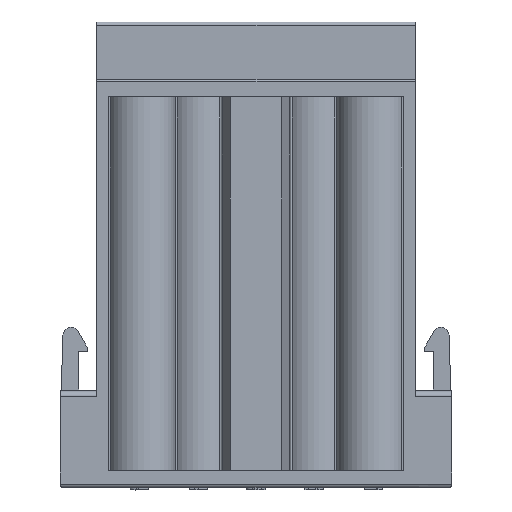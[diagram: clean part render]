
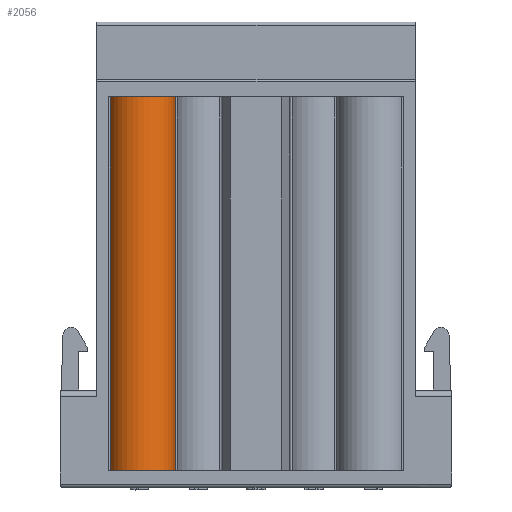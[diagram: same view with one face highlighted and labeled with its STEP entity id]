
A CAD part, top view. The second image highlights one B-rep face of the part: STEP entity #2056.
In plain terms, the highlighted cylindrical face has radius 3 mm (diameter 6 mm), a partial arc.
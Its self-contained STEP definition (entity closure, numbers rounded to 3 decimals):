
#1697=CYLINDRICAL_SURFACE('',#6426,3.);
#1818=CIRCLE('',#6424,3.);
#1819=CIRCLE('',#6425,3.);
#2056=ADVANCED_FACE('',(#2469),#1697,.T.);
#2469=FACE_OUTER_BOUND('',#2724,.T.);
#2724=EDGE_LOOP('',(#3380,#3381,#3382,#3383));
#3380=ORIENTED_EDGE('',*,*,#4890,.F.);
#3381=ORIENTED_EDGE('',*,*,#4891,.T.);
#3382=ORIENTED_EDGE('',*,*,#4886,.T.);
#3383=ORIENTED_EDGE('',*,*,#4892,.T.);
#4362=VERTEX_POINT('',#8549);
#4363=VERTEX_POINT('',#8550);
#4366=VERTEX_POINT('',#8558);
#4367=VERTEX_POINT('',#8559);
#4886=EDGE_CURVE('',#4362,#4363,#5471,.T.);
#4890=EDGE_CURVE('',#4366,#4367,#5473,.T.);
#4891=EDGE_CURVE('',#4366,#4362,#1818,.T.);
#4892=EDGE_CURVE('',#4363,#4367,#1819,.T.);
#5471=LINE('',#8548,#6002);
#5473=LINE('',#8557,#6004);
#6002=VECTOR('',#7197,1.);
#6004=VECTOR('',#7205,1.);
#6424=AXIS2_PLACEMENT_3D('',#8560,#7206,#7207);
#6425=AXIS2_PLACEMENT_3D('',#8561,#7208,#7209);
#6426=AXIS2_PLACEMENT_3D('',#8562,#7210,#7211);
#7197=DIRECTION('',(0.,-1.,0.));
#7205=DIRECTION('',(0.,-1.,0.));
#7206=DIRECTION('',(0.,-1.,0.));
#7207=DIRECTION('',(1.,0.,0.));
#7208=DIRECTION('',(0.,1.,0.));
#7209=DIRECTION('',(-0.871,0.,0.491));
#7210=DIRECTION('',(0.,-1.,0.));
#7211=DIRECTION('',(1.,0.,0.));
#8548=CARTESIAN_POINT('',(38.694,11.748,30.084));
#8549=CARTESIAN_POINT('',(38.694,11.748,30.084));
#8550=CARTESIAN_POINT('',(38.694,-20.652,30.084));
#8557=CARTESIAN_POINT('',(44.307,11.748,28.61));
#8558=CARTESIAN_POINT('',(44.307,11.748,28.61));
#8559=CARTESIAN_POINT('',(44.307,-20.652,28.61));
#8560=CARTESIAN_POINT('',(41.307,11.748,28.61));
#8561=CARTESIAN_POINT('',(41.307,-20.652,28.61));
#8562=CARTESIAN_POINT('',(41.307,11.748,28.61));
